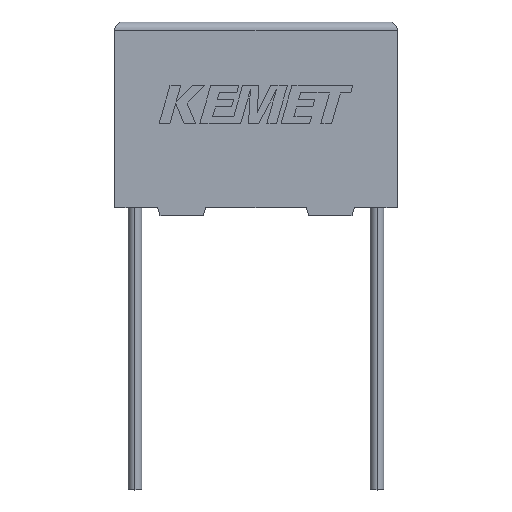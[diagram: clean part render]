
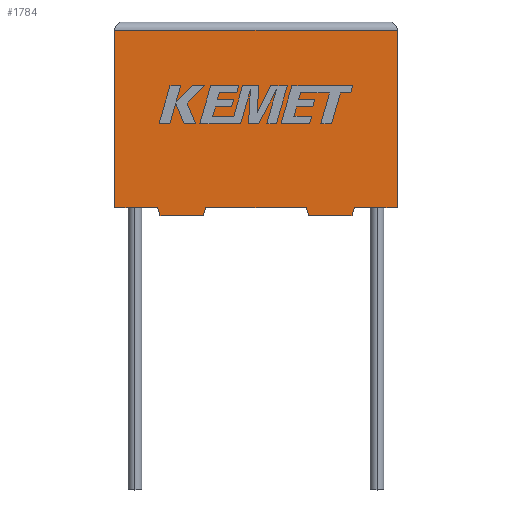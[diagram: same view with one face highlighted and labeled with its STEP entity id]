
A CAD part, top view. The second image highlights one B-rep face of the part: STEP entity #1784.
In plain terms, the highlighted planar face has unit normal (0, 0, 1).
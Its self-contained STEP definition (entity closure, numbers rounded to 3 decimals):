
#22 = EDGE_CURVE ( 'NONE', #2494, #522, #1535, .T. ) ;
#55 = VERTEX_POINT ( 'NONE', #86 ) ;
#78 = DIRECTION ( 'NONE',  ( -0.287, -0.958, 0. ) ) ;
#86 = CARTESIAN_POINT ( 'NONE',  ( 5.478, -0.5, 6. ) ) ;
#87 = EDGE_CURVE ( 'NONE', #1387, #2494, #2144, .T. ) ;
#105 = LINE ( 'NONE', #1373, #2908 ) ;
#130 = EDGE_CURVE ( 'NONE', #55, #1867, #2426, .T. ) ;
#164 = VECTOR ( 'NONE', #2591, 1000. ) ;
#189 = EDGE_CURVE ( 'NONE', #522, #251, #258, .T. ) ;
#201 = VERTEX_POINT ( 'NONE', #2533 ) ;
#239 = ORIENTED_EDGE ( 'NONE', *, *, #1690, .F. ) ;
#251 = VERTEX_POINT ( 'NONE', #2271 ) ;
#258 = LINE ( 'NONE', #2581, #1304 ) ;
#266 = ORIENTED_EDGE ( 'NONE', *, *, #1785, .F. ) ;
#301 = VERTEX_POINT ( 'NONE', #514 ) ;
#371 = CARTESIAN_POINT ( 'NONE',  ( 11.873, 0., 6. ) ) ;
#390 = LINE ( 'NONE', #3147, #1370 ) ;
#501 = DIRECTION ( 'NONE',  ( -1., 0., 0. ) ) ;
#514 = CARTESIAN_POINT ( 'NONE',  ( 2.65, 0., 6. ) ) ;
#522 = VERTEX_POINT ( 'NONE', #698 ) ;
#531 = DIRECTION ( 'NONE',  ( 1., 0., 0. ) ) ;
#535 = DIRECTION ( 'NONE',  ( -1., 0., 0. ) ) ;
#642 = DIRECTION ( 'NONE',  ( 0.287, 0.958, 0. ) ) ;
#692 = ORIENTED_EDGE ( 'NONE', *, *, #1365, .T. ) ;
#698 = CARTESIAN_POINT ( 'NONE',  ( 0., 11., 6. ) ) ;
#703 = CARTESIAN_POINT ( 'NONE',  ( 0., 0., 6. ) ) ;
#814 = LINE ( 'NONE', #3102, #1542 ) ;
#871 = DIRECTION ( 'NONE',  ( 1., 0., 0. ) ) ;
#917 = ORIENTED_EDGE ( 'NONE', *, *, #2588, .F. ) ;
#962 = ORIENTED_EDGE ( 'NONE', *, *, #130, .T. ) ;
#967 = LINE ( 'NONE', #2694, #2652 ) ;
#974 = FACE_OUTER_BOUND ( 'NONE', #2546, .T. ) ;
#1003 = VECTOR ( 'NONE', #1451, 1000. ) ;
#1112 = ORIENTED_EDGE ( 'NONE', *, *, #3045, .T. ) ;
#1132 = VERTEX_POINT ( 'NONE', #2548 ) ;
#1143 = CARTESIAN_POINT ( 'NONE',  ( 5.478, -0.5, 6. ) ) ;
#1255 = AXIS2_PLACEMENT_3D ( 'NONE', #2024, #1525, #535 ) ;
#1272 = EDGE_CURVE ( 'NONE', #301, #201, #105, .T. ) ;
#1274 = CARTESIAN_POINT ( 'NONE',  ( 14.85, 0., 6. ) ) ;
#1304 = VECTOR ( 'NONE', #2305, 1000. ) ;
#1313 = CARTESIAN_POINT ( 'NONE',  ( 0., 11., 6. ) ) ;
#1351 = ORIENTED_EDGE ( 'NONE', *, *, #87, .T. ) ;
#1365 = EDGE_CURVE ( 'NONE', #201, #55, #390, .T. ) ;
#1370 = VECTOR ( 'NONE', #871, 1000. ) ;
#1373 = CARTESIAN_POINT ( 'NONE',  ( 2.65, 0., 6. ) ) ;
#1387 = VERTEX_POINT ( 'NONE', #1406 ) ;
#1406 = CARTESIAN_POINT ( 'NONE',  ( 17.5, 0., 6. ) ) ;
#1413 = VECTOR ( 'NONE', #1868, 1000. ) ;
#1451 = DIRECTION ( 'NONE',  ( 1., 0., 0. ) ) ;
#1525 = DIRECTION ( 'NONE',  ( 0., 0., -1. ) ) ;
#1535 = LINE ( 'NONE', #1313, #1413 ) ;
#1542 = VECTOR ( 'NONE', #531, 1000. ) ;
#1563 = EDGE_CURVE ( 'NONE', #2979, #1387, #2787, .T. ) ;
#1670 = ORIENTED_EDGE ( 'NONE', *, *, #1272, .T. ) ;
#1678 = VERTEX_POINT ( 'NONE', #2674 ) ;
#1679 = LINE ( 'NONE', #2768, #2862 ) ;
#1690 = EDGE_CURVE ( 'NONE', #1132, #1678, #1679, .T. ) ;
#1784 = ADVANCED_FACE ( 'NONE', ( #974 ), #3027, .F. ) ;
#1785 = EDGE_CURVE ( 'NONE', #2979, #1132, #2552, .T. ) ;
#1790 = CARTESIAN_POINT ( 'NONE',  ( 14.85, 0., 6. ) ) ;
#1867 = VERTEX_POINT ( 'NONE', #2583 ) ;
#1868 = DIRECTION ( 'NONE',  ( -1., 0., 0. ) ) ;
#1879 = ORIENTED_EDGE ( 'NONE', *, *, #22, .T. ) ;
#1889 = VECTOR ( 'NONE', #642, 1000. ) ;
#1901 = DIRECTION ( 'NONE',  ( 0.287, -0.958, 0. ) ) ;
#2024 = CARTESIAN_POINT ( 'NONE',  ( 0., 0., 6. ) ) ;
#2079 = CARTESIAN_POINT ( 'NONE',  ( 0., 0., 6. ) ) ;
#2082 = CARTESIAN_POINT ( 'NONE',  ( 17.5, 0., 6. ) ) ;
#2094 = DIRECTION ( 'NONE',  ( 1., 0., 0. ) ) ;
#2144 = LINE ( 'NONE', #2082, #164 ) ;
#2200 = VERTEX_POINT ( 'NONE', #371 ) ;
#2271 = CARTESIAN_POINT ( 'NONE',  ( 0., 0., 6. ) ) ;
#2305 = DIRECTION ( 'NONE',  ( 0., -1., 0. ) ) ;
#2327 = VECTOR ( 'NONE', #2094, 1000. ) ;
#2426 = LINE ( 'NONE', #1143, #1889 ) ;
#2427 = DIRECTION ( 'NONE',  ( -0.287, 0.958, 0. ) ) ;
#2494 = VERTEX_POINT ( 'NONE', #2626 ) ;
#2525 = ORIENTED_EDGE ( 'NONE', *, *, #189, .T. ) ;
#2533 = CARTESIAN_POINT ( 'NONE',  ( 2.8, -0.5, 6. ) ) ;
#2546 = EDGE_LOOP ( 'NONE', ( #1351, #1879, #2525, #1112, #1670, #692, #962, #2948, #917, #239, #266, #3157 ) ) ;
#2548 = CARTESIAN_POINT ( 'NONE',  ( 14.7, -0.5, 6. ) ) ;
#2552 = LINE ( 'NONE', #1274, #2698 ) ;
#2581 = CARTESIAN_POINT ( 'NONE',  ( 0., 0., 6. ) ) ;
#2583 = CARTESIAN_POINT ( 'NONE',  ( 5.628, 0., 6. ) ) ;
#2588 = EDGE_CURVE ( 'NONE', #1678, #2200, #967, .T. ) ;
#2591 = DIRECTION ( 'NONE',  ( 0., 1., 0. ) ) ;
#2626 = CARTESIAN_POINT ( 'NONE',  ( 17.5, 11., 6. ) ) ;
#2652 = VECTOR ( 'NONE', #2427, 1000. ) ;
#2674 = CARTESIAN_POINT ( 'NONE',  ( 12.023, -0.5, 6. ) ) ;
#2694 = CARTESIAN_POINT ( 'NONE',  ( 12.023, -0.5, 6. ) ) ;
#2698 = VECTOR ( 'NONE', #78, 1000. ) ;
#2704 = LINE ( 'NONE', #703, #1003 ) ;
#2768 = CARTESIAN_POINT ( 'NONE',  ( 14.7, -0.5, 6. ) ) ;
#2787 = LINE ( 'NONE', #2079, #2327 ) ;
#2862 = VECTOR ( 'NONE', #501, 1000. ) ;
#2897 = EDGE_CURVE ( 'NONE', #1867, #2200, #2704, .T. ) ;
#2908 = VECTOR ( 'NONE', #1901, 1000. ) ;
#2948 = ORIENTED_EDGE ( 'NONE', *, *, #2897, .T. ) ;
#2979 = VERTEX_POINT ( 'NONE', #1790 ) ;
#3027 = PLANE ( 'NONE',  #1255 ) ;
#3045 = EDGE_CURVE ( 'NONE', #251, #301, #814, .T. ) ;
#3102 = CARTESIAN_POINT ( 'NONE',  ( 0., 0., 6. ) ) ;
#3147 = CARTESIAN_POINT ( 'NONE',  ( 2.8, -0.5, 6. ) ) ;
#3157 = ORIENTED_EDGE ( 'NONE', *, *, #1563, .T. ) ;
